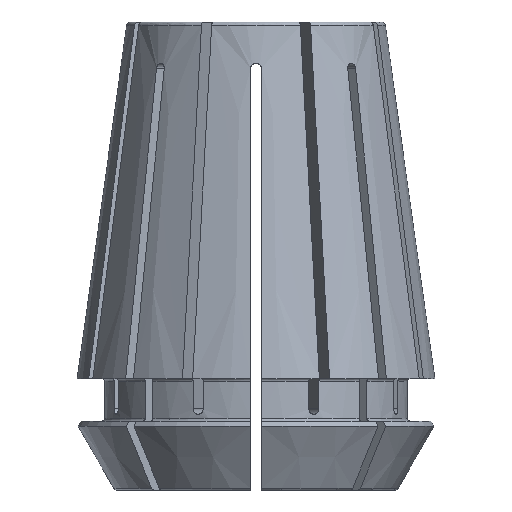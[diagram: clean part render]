
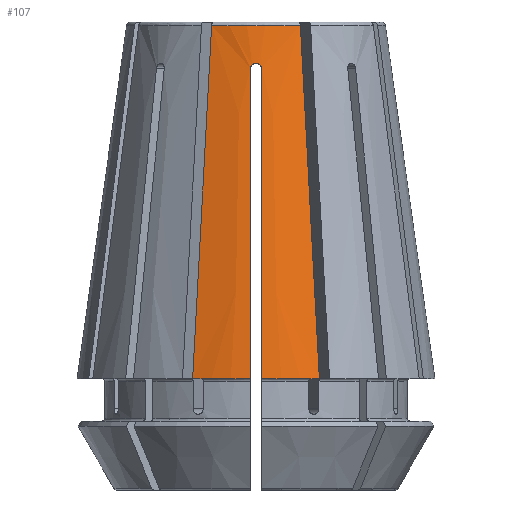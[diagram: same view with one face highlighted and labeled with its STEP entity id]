
A CAD part, front view. The second image highlights one B-rep face of the part: STEP entity #107.
In plain terms, the highlighted conical face has half-angle 8 degrees and reference radius 13 mm.
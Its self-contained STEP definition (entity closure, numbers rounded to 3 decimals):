
#27=CARTESIAN_POINT('',(0.,0.,8.3));
#28=DIRECTION('',(0.,0.,-1.));
#29=DIRECTION('',(-1.,0.,0.));
#30=AXIS2_PLACEMENT_3D('',#27,#28,#29);
#31=CONICAL_SURFACE('',#30,13.,8.);
#32=CARTESIAN_POINT('',(3.223,-8.826,33.942));
#33=VERTEX_POINT('',#32);
#34=CARTESIAN_POINT('',(4.603,-12.158,8.3));
#35=VERTEX_POINT('',#34);
#36=CARTESIAN_POINT('',(3.223,-8.826,33.942));
#37=CARTESIAN_POINT('',(3.683,-9.937,25.395));
#38=CARTESIAN_POINT('',(4.143,-11.047,16.847));
#39=CARTESIAN_POINT('',(4.603,-12.158,8.3));
#40=B_SPLINE_CURVE_WITH_KNOTS('',3,(#36,#37,#38,#39),.UNSPECIFIED.,.F.,.F.,(4,4),(0.,0.026),.UNSPECIFIED.);
#41=EDGE_CURVE('',#33,#35,#40,.T.);
#42=ORIENTED_EDGE('',*,*,#41,.F.);
#43=CARTESIAN_POINT('',(-3.223,-8.826,33.942));
#44=VERTEX_POINT('',#43);
#45=CARTESIAN_POINT('',(0.,0.,33.942));
#46=DIRECTION('',(0.,0.,1.));
#47=DIRECTION('',(1.,0.,-0.));
#48=AXIS2_PLACEMENT_3D('',#45,#46,#47);
#49=CIRCLE('',#48,9.396);
#50=EDGE_CURVE('',#44,#33,#49,.T.);
#51=ORIENTED_EDGE('',*,*,#50,.F.);
#52=CARTESIAN_POINT('',(-4.603,-12.158,8.3));
#53=VERTEX_POINT('',#52);
#54=CARTESIAN_POINT('',(-3.223,-8.826,33.942));
#55=CARTESIAN_POINT('',(-3.683,-9.937,25.395));
#56=CARTESIAN_POINT('',(-4.143,-11.047,16.847));
#57=CARTESIAN_POINT('',(-4.603,-12.158,8.3));
#58=B_SPLINE_CURVE_WITH_KNOTS('',3,(#54,#55,#56,#57),.UNSPECIFIED.,.F.,.F.,(4,4),(0.,0.026),.UNSPECIFIED.);
#59=EDGE_CURVE('',#44,#53,#58,.T.);
#60=ORIENTED_EDGE('',*,*,#59,.T.);
#61=CARTESIAN_POINT('',(-0.4,-12.994,8.3));
#62=VERTEX_POINT('',#61);
#63=CARTESIAN_POINT('',(0.,0.,8.3));
#64=DIRECTION('',(0.,0.,1.));
#65=DIRECTION('',(1.,0.,-0.));
#66=AXIS2_PLACEMENT_3D('',#63,#64,#65);
#67=CIRCLE('',#66,13.);
#68=EDGE_CURVE('',#53,#62,#67,.T.);
#69=ORIENTED_EDGE('',*,*,#68,.T.);
#70=CARTESIAN_POINT('',(-0.4,-9.83,30.8));
#71=VERTEX_POINT('',#70);
#72=CARTESIAN_POINT('',(-0.4,-12.994,8.3));
#73=CARTESIAN_POINT('',(-0.4,-11.939,15.8));
#74=CARTESIAN_POINT('',(-0.4,-10.885,23.3));
#75=CARTESIAN_POINT('',(-0.4,-9.83,30.8));
#76=B_SPLINE_CURVE_WITH_KNOTS('',3,(#72,#73,#74,#75),.UNSPECIFIED.,.F.,.F.,(4,4),(0.015,0.038),.UNSPECIFIED.);
#77=EDGE_CURVE('',#62,#71,#76,.T.);
#78=ORIENTED_EDGE('',*,*,#77,.T.);
#79=CARTESIAN_POINT('',(0.4,-9.83,30.8));
#80=VERTEX_POINT('',#79);
#81=CARTESIAN_POINT('',(-0.4,-9.83,30.8));
#82=CARTESIAN_POINT('',(-0.4,-9.8,31.01));
#83=CARTESIAN_POINT('',(0.,-9.763,31.39));
#84=CARTESIAN_POINT('',(0.4,-9.8,31.01));
#85=CARTESIAN_POINT('',(0.4,-9.83,30.8));
#86=B_SPLINE_CURVE_WITH_KNOTS('',3,(#81,#82,#83,#84,#85),.UNSPECIFIED.,.F.,.F.,(4,1,4),(0.,0.001,0.001),.UNSPECIFIED.);
#87=EDGE_CURVE('',#71,#80,#86,.T.);
#88=ORIENTED_EDGE('',*,*,#87,.T.);
#89=CARTESIAN_POINT('',(0.4,-12.994,8.3));
#90=VERTEX_POINT('',#89);
#91=CARTESIAN_POINT('',(0.4,-12.994,8.3));
#92=CARTESIAN_POINT('',(0.4,-11.939,15.8));
#93=CARTESIAN_POINT('',(0.4,-10.885,23.3));
#94=CARTESIAN_POINT('',(0.4,-9.83,30.8));
#95=B_SPLINE_CURVE_WITH_KNOTS('',3,(#91,#92,#93,#94),.UNSPECIFIED.,.F.,.F.,(4,4),(0.015,0.038),.UNSPECIFIED.);
#96=EDGE_CURVE('',#90,#80,#95,.T.);
#97=ORIENTED_EDGE('',*,*,#96,.F.);
#98=CARTESIAN_POINT('',(0.,0.,8.3));
#99=DIRECTION('',(0.,0.,1.));
#100=DIRECTION('',(1.,0.,-0.));
#101=AXIS2_PLACEMENT_3D('',#98,#99,#100);
#102=CIRCLE('',#101,13.);
#103=EDGE_CURVE('',#90,#35,#102,.T.);
#104=ORIENTED_EDGE('',*,*,#103,.T.);
#105=EDGE_LOOP('',(#42,#51,#60,#69,#78,#88,#97,#104));
#106=FACE_BOUND('',#105,.T.);
#107=ADVANCED_FACE('',(#106),#31,.T.);
